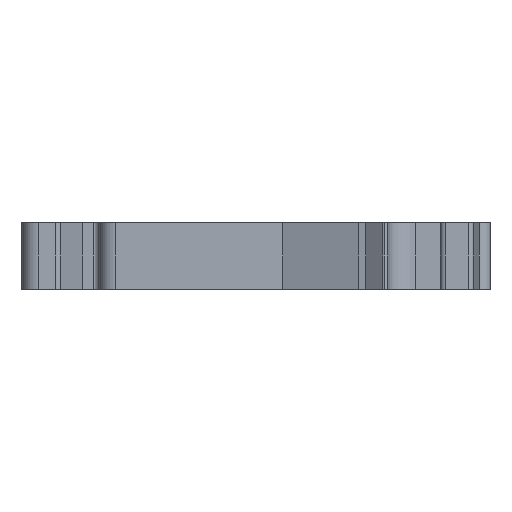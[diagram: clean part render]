
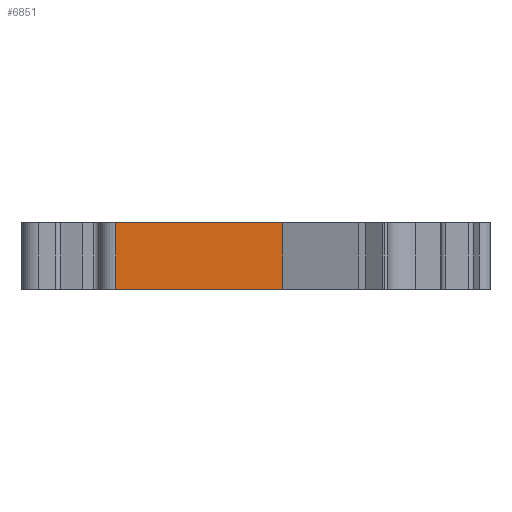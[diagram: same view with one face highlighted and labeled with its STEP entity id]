
A CAD part, front view. The second image highlights one B-rep face of the part: STEP entity #6851.
In plain terms, the highlighted planar face has unit normal (0, -1, 0).
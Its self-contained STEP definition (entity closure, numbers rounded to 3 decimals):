
#1563=DIRECTION('',(1.,0.,0.));
#1564=VECTOR('',#1563,15.196);
#1565=CARTESIAN_POINT('',(-15.5,12.5,-6.));
#1566=LINE('',#1565,#1564);
#3024=DIRECTION('',(0.,0.,-1.));
#3025=VECTOR('',#3024,6.);
#3026=CARTESIAN_POINT('',(-15.5,12.5,0.));
#3027=LINE('',#3026,#3025);
#3031=DIRECTION('',(0.,0.,-1.));
#3032=VECTOR('',#3031,6.);
#3033=CARTESIAN_POINT('',(-0.304,12.5,0.));
#3034=LINE('',#3033,#3032);
#3038=DIRECTION('',(1.,0.,0.));
#3039=VECTOR('',#3038,15.196);
#3040=CARTESIAN_POINT('',(-15.5,12.5,0.));
#3041=LINE('',#3040,#3039);
#3719=CARTESIAN_POINT('',(-0.304,12.5,0.));
#3720=VERTEX_POINT('',#3719);
#3721=CARTESIAN_POINT('',(-15.5,12.5,0.));
#3722=VERTEX_POINT('',#3721);
#3931=CARTESIAN_POINT('',(-15.5,12.5,-6.));
#3932=VERTEX_POINT('',#3931);
#3933=CARTESIAN_POINT('',(-0.304,12.5,-6.));
#3934=VERTEX_POINT('',#3933);
#6839=CARTESIAN_POINT('',(0.,12.5,-5.));
#6840=DIRECTION('',(0.,-1.,0.));
#6841=DIRECTION('',(1.,0.,0.));
#6842=AXIS2_PLACEMENT_3D('',#6839,#6840,#6841);
#6843=PLANE('',#6842);
#6845=ORIENTED_EDGE('',*,*,#6844,.T.);
#6846=ORIENTED_EDGE('',*,*,#4592,.F.);
#6847=ORIENTED_EDGE('',*,*,#6826,.F.);
#6848=ORIENTED_EDGE('',*,*,#4338,.T.);
#6849=EDGE_LOOP('',(#6845,#6846,#6847,#6848));
#6850=FACE_OUTER_BOUND('',#6849,.F.);
#4338=EDGE_CURVE('',#3722,#3720,#3041,.T.);
#4592=EDGE_CURVE('',#3932,#3934,#1566,.T.);
#6826=EDGE_CURVE('',#3722,#3932,#3027,.T.);
#6844=EDGE_CURVE('',#3720,#3934,#3034,.T.);
#6851=ADVANCED_FACE('',(#6850),#6843,.T.);
